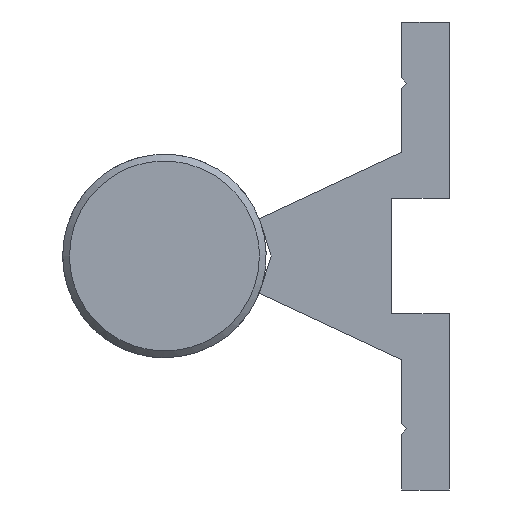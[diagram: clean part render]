
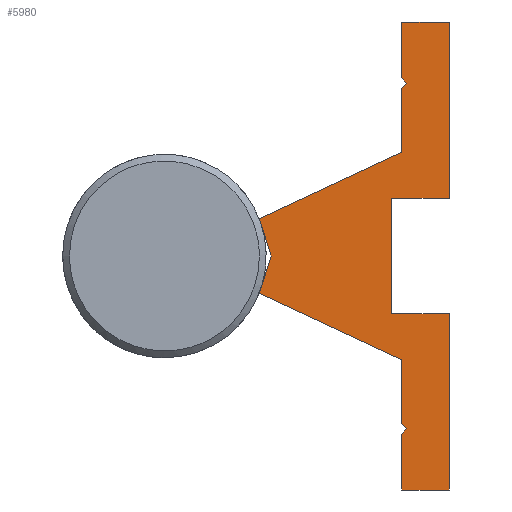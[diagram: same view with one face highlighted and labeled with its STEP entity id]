
A CAD part, left-side view. The second image highlights one B-rep face of the part: STEP entity #5980.
In plain terms, the highlighted free-form (B-spline) face has degree [1, 1] with [2, 2] control points.
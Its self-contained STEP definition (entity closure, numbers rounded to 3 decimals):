
#10 = CARTESIAN_POINT ('', (0., 7., -26.252));
#20 = VERTEX_POINT ('', #10);
#30 = CARTESIAN_POINT ('', (0., 6.248, -25.5));
#40 = VERTEX_POINT ('', #30);
#50 = CARTESIAN_POINT ('', (0., 7., -26.252));
#60 = CARTESIAN_POINT ('', (0., 6.248, -25.5));
#70 = B_SPLINE_CURVE_WITH_KNOTS ('', 1, (#50, #60), .UNSPECIFIED., .F., .U., (2, 2), (0., 1.), .UNSPECIFIED.);
#80 = EDGE_CURVE ('', #20, #40, #70, .T.);
#390 = CARTESIAN_POINT ('', (0., 7., -24.748));
#400 = VERTEX_POINT ('', #390);
#410 = CARTESIAN_POINT ('', (0., 7., -24.748));
#420 = CARTESIAN_POINT ('', (0., 6.749, -24.999));
#430 = CARTESIAN_POINT ('', (0., 6.499, -25.249));
#440 = CARTESIAN_POINT ('', (0., 6.248, -25.5));
#450 = B_SPLINE_CURVE_WITH_KNOTS ('', 3, (#410, #420, #430, #440), .UNSPECIFIED., .F., .U., (4, 4), (0., 1.), .UNSPECIFIED.);
#460 = EDGE_CURVE ('', #400, #40, #450, .T.);
#710 = CARTESIAN_POINT ('', (0., 7., -15.3));
#720 = VERTEX_POINT ('', #710);
#730 = CARTESIAN_POINT ('', (0., 7., -15.3));
#740 = CARTESIAN_POINT ('', (0., 7., -24.748));
#750 = B_SPLINE_CURVE_WITH_KNOTS ('', 1, (#730, #740), .UNSPECIFIED., .F., .U., (2, 2), (0., 1.), .UNSPECIFIED.);
#760 = EDGE_CURVE ('', #720, #400, #750, .T.);
#990 = CARTESIAN_POINT ('', (0., 28.017, -5.5));
#1000 = VERTEX_POINT ('', #990);
#1010 = CARTESIAN_POINT ('', (0., 7., -15.3));
#1020 = CARTESIAN_POINT ('', (0., 28.017, -5.5));
#1030 = B_SPLINE_CURVE_WITH_KNOTS ('', 1, (#1010, #1020), .UNSPECIFIED., .F., .U., (2, 2), (0., 1.), .UNSPECIFIED.);
#1040 = EDGE_CURVE ('', #720, #1000, #1030, .T.);
#1270 = CARTESIAN_POINT ('', (0., 26.283, 0.));
#1280 = VERTEX_POINT ('', #1270);
#1290 = CARTESIAN_POINT ('', (0., 28.017, -5.5));
#1300 = CARTESIAN_POINT ('', (0., 26.283, 0.));
#1310 = B_SPLINE_CURVE_WITH_KNOTS ('', 1, (#1290, #1300), .UNSPECIFIED., .F., .U., (2, 2), (0., 1.), .UNSPECIFIED.);
#1320 = EDGE_CURVE ('', #1000, #1280, #1310, .T.);
#1550 = CARTESIAN_POINT ('', (0., 28.017, 5.5));
#1560 = VERTEX_POINT ('', #1550);
#1570 = CARTESIAN_POINT ('', (0., 26.283, 0.));
#1580 = CARTESIAN_POINT ('', (0., 28.017, 5.5));
#1590 = B_SPLINE_CURVE_WITH_KNOTS ('', 1, (#1570, #1580), .UNSPECIFIED., .F., .U., (2, 2), (0., 1.), .UNSPECIFIED.);
#1600 = EDGE_CURVE ('', #1280, #1560, #1590, .T.);
#1850 = CARTESIAN_POINT ('', (0., 7., 15.3));
#1860 = VERTEX_POINT ('', #1850);
#1870 = CARTESIAN_POINT ('', (0., 28.017, 5.5));
#1880 = CARTESIAN_POINT ('', (0., 7., 15.3));
#1890 = B_SPLINE_CURVE_WITH_KNOTS ('', 1, (#1870, #1880), .UNSPECIFIED., .F., .U., (2, 2), (0., 1.), .UNSPECIFIED.);
#1900 = EDGE_CURVE ('', #1560, #1860, #1890, .T.);
#2130 = CARTESIAN_POINT ('', (0., 7., 24.748));
#2140 = VERTEX_POINT ('', #2130);
#2150 = CARTESIAN_POINT ('', (0., 7., 15.3));
#2160 = CARTESIAN_POINT ('', (0., 7., 24.748));
#2170 = B_SPLINE_CURVE_WITH_KNOTS ('', 1, (#2150, #2160), .UNSPECIFIED., .F., .U., (2, 2), (0., 1.), .UNSPECIFIED.);
#2180 = EDGE_CURVE ('', #1860, #2140, #2170, .T.);
#2410 = CARTESIAN_POINT ('', (0., 6.248, 25.5));
#2420 = VERTEX_POINT ('', #2410);
#2430 = CARTESIAN_POINT ('', (0., 6.248, 25.5));
#2440 = CARTESIAN_POINT ('', (0., 6.499, 25.249));
#2450 = CARTESIAN_POINT ('', (0., 6.749, 24.999));
#2460 = CARTESIAN_POINT ('', (0., 7., 24.748));
#2470 = B_SPLINE_CURVE_WITH_KNOTS ('', 3, (#2430, #2440, #2450, #2460), .UNSPECIFIED., .F., .U., (4, 4), (0., 1.), .UNSPECIFIED.);
#2480 = EDGE_CURVE ('', #2420, #2140, #2470, .T.);
#2710 = CARTESIAN_POINT ('', (0., 7., 26.252));
#2720 = VERTEX_POINT ('', #2710);
#2730 = CARTESIAN_POINT ('', (0., 6.248, 25.5));
#2740 = CARTESIAN_POINT ('', (0., 7., 26.252));
#2750 = B_SPLINE_CURVE_WITH_KNOTS ('', 1, (#2730, #2740), .UNSPECIFIED., .F., .U., (2, 2), (0., 1.), .UNSPECIFIED.);
#2760 = EDGE_CURVE ('', #2420, #2720, #2750, .T.);
#3010 = CARTESIAN_POINT ('', (0., 7., 34.5));
#3020 = VERTEX_POINT ('', #3010);
#3030 = CARTESIAN_POINT ('', (0., 7., 34.5));
#3040 = CARTESIAN_POINT ('', (0., 7., 26.252));
#3050 = B_SPLINE_CURVE_WITH_KNOTS ('', 1, (#3030, #3040), .UNSPECIFIED., .F., .U., (2, 2), (0., 1.), .UNSPECIFIED.);
#3060 = EDGE_CURVE ('', #3020, #2720, #3050, .T.);
#3290 = CARTESIAN_POINT ('', (0., 0., 34.5));
#3300 = VERTEX_POINT ('', #3290);
#3310 = CARTESIAN_POINT ('', (0., 0., 34.5));
#3320 = CARTESIAN_POINT ('', (0., 7., 34.5));
#3330 = B_SPLINE_CURVE_WITH_KNOTS ('', 1, (#3310, #3320), .UNSPECIFIED., .F., .U., (2, 2), (0., 1.), .UNSPECIFIED.);
#3340 = EDGE_CURVE ('', #3300, #3020, #3330, .T.);
#3570 = CARTESIAN_POINT ('', (0., 0., 8.5));
#3580 = VERTEX_POINT ('', #3570);
#3590 = CARTESIAN_POINT ('', (0., 0., 34.5));
#3600 = CARTESIAN_POINT ('', (0., 0., 8.5));
#3610 = B_SPLINE_CURVE_WITH_KNOTS ('', 1, (#3590, #3600), .UNSPECIFIED., .F., .U., (2, 2), (0., 1.), .UNSPECIFIED.);
#3620 = EDGE_CURVE ('', #3300, #3580, #3610, .T.);
#3850 = CARTESIAN_POINT ('', (0., 8.5, 8.5));
#3860 = VERTEX_POINT ('', #3850);
#3870 = CARTESIAN_POINT ('', (0., 0., 8.5));
#3880 = CARTESIAN_POINT ('', (0., 8.5, 8.5));
#3890 = B_SPLINE_CURVE_WITH_KNOTS ('', 1, (#3870, #3880), .UNSPECIFIED., .F., .U., (2, 2), (0., 1.), .UNSPECIFIED.);
#3900 = EDGE_CURVE ('', #3580, #3860, #3890, .T.);
#4130 = CARTESIAN_POINT ('', (0., 8.5, -8.5));
#4140 = VERTEX_POINT ('', #4130);
#4150 = CARTESIAN_POINT ('', (0., 8.5, -8.5));
#4160 = CARTESIAN_POINT ('', (0., 8.5, 8.5));
#4170 = B_SPLINE_CURVE_WITH_KNOTS ('', 1, (#4150, #4160), .UNSPECIFIED., .F., .U., (2, 2), (0., 1.), .UNSPECIFIED.);
#4180 = EDGE_CURVE ('', #4140, #3860, #4170, .T.);
#4410 = CARTESIAN_POINT ('', (0., 0., -8.5));
#4420 = VERTEX_POINT ('', #4410);
#4430 = CARTESIAN_POINT ('', (0., 0., -8.5));
#4440 = CARTESIAN_POINT ('', (0., 8.5, -8.5));
#4450 = B_SPLINE_CURVE_WITH_KNOTS ('', 1, (#4430, #4440), .UNSPECIFIED., .F., .U., (2, 2), (0., 1.), .UNSPECIFIED.);
#4460 = EDGE_CURVE ('', #4420, #4140, #4450, .T.);
#4690 = CARTESIAN_POINT ('', (0., 0., -34.5));
#4700 = VERTEX_POINT ('', #4690);
#4710 = CARTESIAN_POINT ('', (0., 0., -8.5));
#4720 = CARTESIAN_POINT ('', (0., 0., -34.5));
#4730 = B_SPLINE_CURVE_WITH_KNOTS ('', 1, (#4710, #4720), .UNSPECIFIED., .F., .U., (2, 2), (0., 1.), .UNSPECIFIED.);
#4740 = EDGE_CURVE ('', #4420, #4700, #4730, .T.);
#4970 = CARTESIAN_POINT ('', (0., 7., -34.5));
#4980 = VERTEX_POINT ('', #4970);
#4990 = CARTESIAN_POINT ('', (0., 0., -34.5));
#5000 = CARTESIAN_POINT ('', (0., 7., -34.5));
#5010 = B_SPLINE_CURVE_WITH_KNOTS ('', 1, (#4990, #5000), .UNSPECIFIED., .F., .U., (2, 2), (0., 1.), .UNSPECIFIED.);
#5020 = EDGE_CURVE ('', #4700, #4980, #5010, .T.);
#5250 = CARTESIAN_POINT ('', (0., 7., -34.5));
#5260 = CARTESIAN_POINT ('', (0., 7., -26.252));
#5270 = B_SPLINE_CURVE_WITH_KNOTS ('', 1, (#5250, #5260), .UNSPECIFIED., .F., .U., (2, 2), (0., 1.), .UNSPECIFIED.);
#5280 = EDGE_CURVE ('', #4980, #20, #5270, .T.);
#5720 = ORIENTED_EDGE ('', *, *, #3900, .F.);
#5730 = ORIENTED_EDGE ('', *, *, #3620, .F.);
#5740 = ORIENTED_EDGE ('', *, *, #3340, .T.);
#5750 = ORIENTED_EDGE ('', *, *, #3060, .T.);
#5760 = ORIENTED_EDGE ('', *, *, #2760, .F.);
#5770 = ORIENTED_EDGE ('', *, *, #2480, .T.);
#5780 = ORIENTED_EDGE ('', *, *, #2180, .F.);
#5790 = ORIENTED_EDGE ('', *, *, #1900, .F.);
#5800 = ORIENTED_EDGE ('', *, *, #1600, .F.);
#5810 = ORIENTED_EDGE ('', *, *, #1320, .F.);
#5820 = ORIENTED_EDGE ('', *, *, #1040, .F.);
#5830 = ORIENTED_EDGE ('', *, *, #760, .T.);
#5840 = ORIENTED_EDGE ('', *, *, #460, .T.);
#5850 = ORIENTED_EDGE ('', *, *, #80, .F.);
#5860 = ORIENTED_EDGE ('', *, *, #5280, .F.);
#5870 = ORIENTED_EDGE ('', *, *, #5020, .F.);
#5880 = ORIENTED_EDGE ('', *, *, #4740, .F.);
#5890 = ORIENTED_EDGE ('', *, *, #4460, .T.);
#5900 = ORIENTED_EDGE ('', *, *, #4180, .T.);
#5910 = EDGE_LOOP ('', (#5720, #5730, #5740, #5750, #5760, #5770, #5780, #5790, #5800, #5810, #5820, #5830, #5840, #5850, #5860, #5870, #5880, #5890, #5900));
#5920 = FACE_OUTER_BOUND ('', #5910, .T.);
#5930 = CARTESIAN_POINT ('', (0., 0., -34.5));
#5940 = CARTESIAN_POINT ('', (0., 28.185, -34.5));
#5950 = CARTESIAN_POINT ('', (0., 0., 34.5));
#5960 = CARTESIAN_POINT ('', (0., 28.185, 34.5));
#5970 = B_SPLINE_SURFACE_WITH_KNOTS ('', 1, 1, ((#5930, #5940), (#5950, #5960)), .UNSPECIFIED., .F., .F., .U., (2, 2), (2, 2), (0., 1.), (0., 1.), .UNSPECIFIED.);
#5980 = ADVANCED_FACE ('', (#5920), #5970, .T.);
